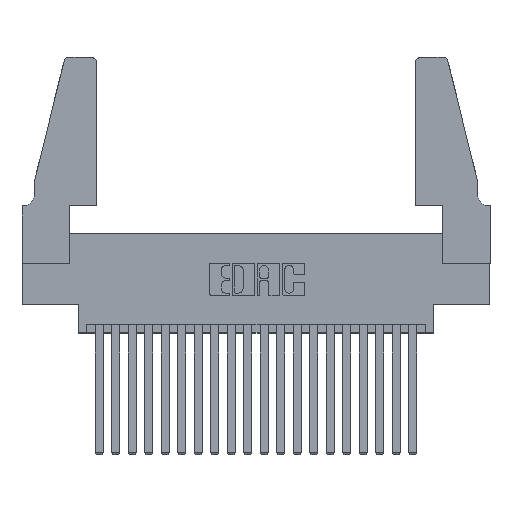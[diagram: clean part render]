
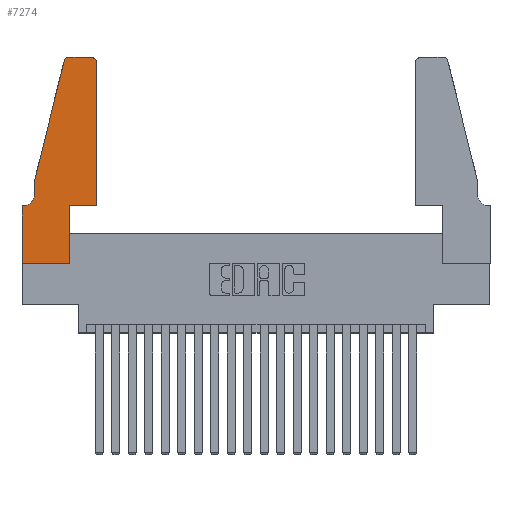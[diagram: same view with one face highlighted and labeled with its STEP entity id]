
A CAD part, top view. The second image highlights one B-rep face of the part: STEP entity #7274.
In plain terms, the highlighted planar face has unit normal (0, 0, 1).
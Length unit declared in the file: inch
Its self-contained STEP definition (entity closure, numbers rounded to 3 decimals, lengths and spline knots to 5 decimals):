
#160 = VERTEX_POINT ( 'NONE', #7934 ) ;
#182 = CIRCLE ( 'NONE', #15040, 0.03 ) ;
#238 = DIRECTION ( 'NONE',  ( -0.239, -0.971, 0. ) ) ;
#371 = DIRECTION ( 'NONE',  ( 0., 1., 0. ) ) ;
#422 = CARTESIAN_POINT ( 'NONE',  ( 0.4205, 1.22, 0.37 ) ) ;
#663 = CARTESIAN_POINT ( 'NONE',  ( 0.2605, 1.25, 0.37 ) ) ;
#691 = EDGE_CURVE ( 'NONE', #6010, #16830, #18866, .T. ) ;
#772 = VERTEX_POINT ( 'NONE', #1497 ) ;
#811 = EDGE_CURVE ( 'NONE', #5257, #9717, #2623, .T. ) ;
#990 = EDGE_CURVE ( 'NONE', #4659, #772, #17600, .T. ) ;
#1459 = LINE ( 'NONE', #18952, #6301 ) ;
#1497 = CARTESIAN_POINT ( 'NONE',  ( 0., 0.35, 0.37 ) ) ;
#1598 = CARTESIAN_POINT ( 'NONE',  ( 0., 0., 0.37 ) ) ;
#2061 = ORIENTED_EDGE ( 'NONE', *, *, #990, .T. ) ;
#2194 = EDGE_CURVE ( 'NONE', #11780, #4659, #19906, .T. ) ;
#2204 = AXIS2_PLACEMENT_3D ( 'NONE', #11059, #20659, #9298 ) ;
#2219 = DIRECTION ( 'NONE',  ( 1., 0., 0. ) ) ;
#2615 = EDGE_CURVE ( 'NONE', #6714, #11780, #6403, .T. ) ;
#2623 = LINE ( 'NONE', #19986, #14867 ) ;
#2908 = EDGE_LOOP ( 'NONE', ( #5899, #6623, #5755, #10005, #15421, #2061, #8081, #18827, #20267, #8688, #5850, #8521 ) ) ;
#4160 = EDGE_CURVE ( 'NONE', #16830, #7764, #16793, .T. ) ;
#4659 = VERTEX_POINT ( 'NONE', #5966 ) ;
#4814 = EDGE_CURVE ( 'NONE', #4855, #6010, #182, .T. ) ;
#4842 = EDGE_CURVE ( 'NONE', #9717, #160, #16521, .T. ) ;
#4855 = VERTEX_POINT ( 'NONE', #16404 ) ;
#5142 = CARTESIAN_POINT ( 'NONE',  ( 0.0755, 0.5, 0.37 ) ) ;
#5257 = VERTEX_POINT ( 'NONE', #14189 ) ;
#5453 = DIRECTION ( 'NONE',  ( 1., 0., 0. ) ) ;
#5556 = VECTOR ( 'NONE', #238, 39.37008 ) ;
#5755 = ORIENTED_EDGE ( 'NONE', *, *, #11202, .T. ) ;
#5850 = ORIENTED_EDGE ( 'NONE', *, *, #10194, .T. ) ;
#5899 = ORIENTED_EDGE ( 'NONE', *, *, #691, .T. ) ;
#5921 = VECTOR ( 'NONE', #18153, 39.37008 ) ;
#5966 = CARTESIAN_POINT ( 'NONE',  ( 0.0055, 0.35, 0.37 ) ) ;
#6010 = VERTEX_POINT ( 'NONE', #8937 ) ;
#6109 = DIRECTION ( 'NONE',  ( -1., 0., 0. ) ) ;
#6127 = CARTESIAN_POINT ( 'NONE',  ( 0.0755, 0.5, 0.37 ) ) ;
#6301 = VECTOR ( 'NONE', #371, 39.37008 ) ;
#6403 = LINE ( 'NONE', #5142, #5921 ) ;
#6623 = ORIENTED_EDGE ( 'NONE', *, *, #4160, .T. ) ;
#6708 = DIRECTION ( 'NONE',  ( 0., 0., -1. ) ) ;
#6714 = VERTEX_POINT ( 'NONE', #6127 ) ;
#6718 = CARTESIAN_POINT ( 'NONE',  ( 0.0755, 0.5, 0.37 ) ) ;
#7004 = VECTOR ( 'NONE', #9481, 39.37008 ) ;
#7274 = ADVANCED_FACE ( 'NONE', ( #9942 ), #15829, .T. ) ;
#7587 = CARTESIAN_POINT ( 'NONE',  ( 0.0755, 0.35, 0.37 ) ) ;
#7764 = VERTEX_POINT ( 'NONE', #18847 ) ;
#7934 = CARTESIAN_POINT ( 'NONE',  ( 0.4505, 0.35, 0.37 ) ) ;
#8081 = ORIENTED_EDGE ( 'NONE', *, *, #13564, .T. ) ;
#8521 = ORIENTED_EDGE ( 'NONE', *, *, #4814, .T. ) ;
#8688 = ORIENTED_EDGE ( 'NONE', *, *, #4842, .T. ) ;
#8937 = CARTESIAN_POINT ( 'NONE',  ( 0.4205, 1.25, 0.37 ) ) ;
#9154 = VECTOR ( 'NONE', #6109, 39.37008 ) ;
#9272 = LINE ( 'NONE', #6718, #5556 ) ;
#9298 = DIRECTION ( 'NONE',  ( 1., 0., 0. ) ) ;
#9481 = DIRECTION ( 'NONE',  ( 1., 0., 0. ) ) ;
#9702 = LINE ( 'NONE', #12778, #7004 ) ;
#9717 = VERTEX_POINT ( 'NONE', #11436 ) ;
#9879 = VERTEX_POINT ( 'NONE', #16293 ) ;
#9942 = FACE_OUTER_BOUND ( 'NONE', #2908, .T. ) ;
#10005 = ORIENTED_EDGE ( 'NONE', *, *, #2615, .T. ) ;
#10194 = EDGE_CURVE ( 'NONE', #160, #4855, #1459, .T. ) ;
#11047 = DIRECTION ( 'NONE',  ( 0., -1., 0. ) ) ;
#11059 = CARTESIAN_POINT ( 'NONE',  ( 0., 0.35, 0.37 ) ) ;
#11202 = EDGE_CURVE ( 'NONE', #7764, #6714, #9272, .T. ) ;
#11436 = CARTESIAN_POINT ( 'NONE',  ( 0.2865, 0.35, 0.37 ) ) ;
#11657 = DIRECTION ( 'NONE',  ( 0., 0., 1. ) ) ;
#11780 = VERTEX_POINT ( 'NONE', #12961 ) ;
#12155 = VECTOR ( 'NONE', #11047, 39.37008 ) ;
#12295 = VECTOR ( 'NONE', #2219, 39.37008 ) ;
#12778 = CARTESIAN_POINT ( 'NONE',  ( 0., 0., 0.37 ) ) ;
#12961 = CARTESIAN_POINT ( 'NONE',  ( 0.0755, 0.42, 0.37 ) ) ;
#13564 = EDGE_CURVE ( 'NONE', #772, #9879, #18121, .T. ) ;
#14189 = CARTESIAN_POINT ( 'NONE',  ( 0.2865, 0., 0.37 ) ) ;
#14867 = VECTOR ( 'NONE', #18063, 39.37008 ) ;
#15040 = AXIS2_PLACEMENT_3D ( 'NONE', #422, #11657, #19564 ) ;
#15168 = DIRECTION ( 'NONE',  ( 0., 0., 1. ) ) ;
#15421 = ORIENTED_EDGE ( 'NONE', *, *, #2194, .T. ) ;
#15427 = DIRECTION ( 'NONE',  ( -1., 0., 0. ) ) ;
#15829 = PLANE ( 'NONE',  #2204 ) ;
#16293 = CARTESIAN_POINT ( 'NONE',  ( 0., 0., 0.37 ) ) ;
#16404 = CARTESIAN_POINT ( 'NONE',  ( 0.4505, 1.22, 0.37 ) ) ;
#16521 = LINE ( 'NONE', #16551, #12295 ) ;
#16536 = EDGE_CURVE ( 'NONE', #9879, #5257, #9702, .T. ) ;
#16551 = CARTESIAN_POINT ( 'NONE',  ( 0.4505, 0.35, 0.37 ) ) ;
#16648 = CARTESIAN_POINT ( 'NONE',  ( 0.284, 1.25, 0.37 ) ) ;
#16793 = CIRCLE ( 'NONE', #17963, 0.03 ) ;
#16830 = VERTEX_POINT ( 'NONE', #16648 ) ;
#17600 = LINE ( 'NONE', #7587, #9154 ) ;
#17660 = DIRECTION ( 'NONE',  ( -1., 0., 0. ) ) ;
#17963 = AXIS2_PLACEMENT_3D ( 'NONE', #19878, #15168, #5453 ) ;
#18063 = DIRECTION ( 'NONE',  ( 0., 1., 0. ) ) ;
#18121 = LINE ( 'NONE', #1598, #12155 ) ;
#18153 = DIRECTION ( 'NONE',  ( 0., -1., 0. ) ) ;
#18227 = AXIS2_PLACEMENT_3D ( 'NONE', #19625, #6708, #15427 ) ;
#18827 = ORIENTED_EDGE ( 'NONE', *, *, #16536, .T. ) ;
#18847 = CARTESIAN_POINT ( 'NONE',  ( 0.25487, 1.22718, 0.37 ) ) ;
#18866 = LINE ( 'NONE', #663, #20155 ) ;
#18952 = CARTESIAN_POINT ( 'NONE',  ( 0.4505, 0.35, 0.37 ) ) ;
#19564 = DIRECTION ( 'NONE',  ( 1., 0., 0. ) ) ;
#19625 = CARTESIAN_POINT ( 'NONE',  ( 0.0055, 0.42, 0.37 ) ) ;
#19878 = CARTESIAN_POINT ( 'NONE',  ( 0.284, 1.22, 0.37 ) ) ;
#19906 = CIRCLE ( 'NONE', #18227, 0.07 ) ;
#19986 = CARTESIAN_POINT ( 'NONE',  ( 0.2865, 0.35, 0.37 ) ) ;
#20155 = VECTOR ( 'NONE', #17660, 39.37008 ) ;
#20267 = ORIENTED_EDGE ( 'NONE', *, *, #811, .T. ) ;
#20659 = DIRECTION ( 'NONE',  ( 0., 0., 1. ) ) ;
